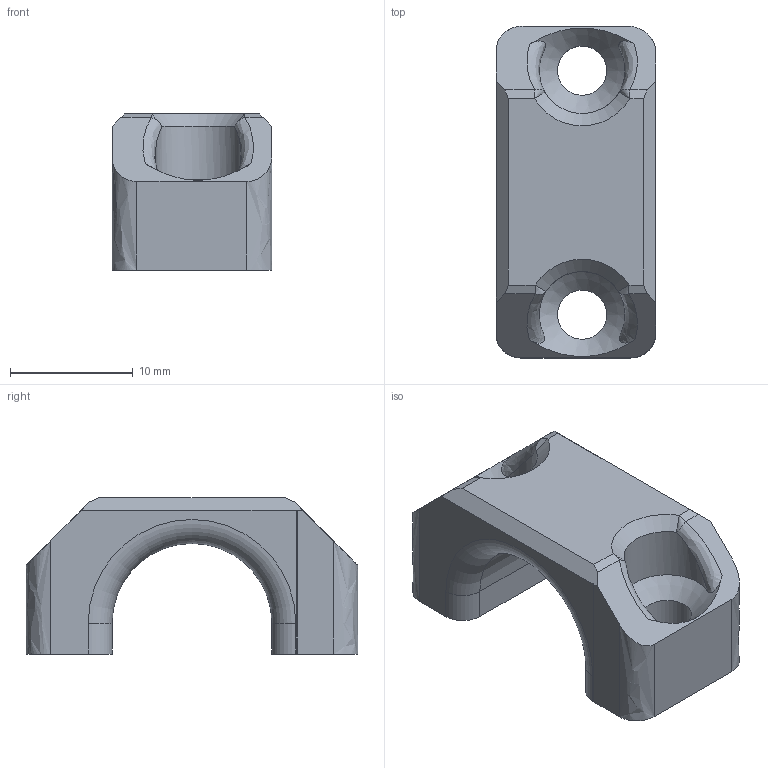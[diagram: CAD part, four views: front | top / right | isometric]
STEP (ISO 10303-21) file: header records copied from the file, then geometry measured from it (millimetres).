
FILE_DESCRIPTION(/* description */ ('STEP AP242','CAx-IF Rec.Pracs.---Representation and Presentation of Product Manufacturing Information (PMI)---4.0---2014-10-13','CAx-IF Rec.Pracs.---3D Tessellated Geometry---0.4---2014-09-14','2;1'),/* implementation_level */ '2;1');
FILE_NAME(/* name */ '683d0e390496457e60591049',/* time_stamp */ '2025-06-02T02:36:41Z',/* author */ (''),/* organization */ (''),/* preprocessor_version */ 'ST-DEVELOPER v20',/* originating_system */ 'ONSHAPE BY PTC INC, 1.198',/* authorisation */ ' ');
FILE_SCHEMA (('AP242_MANAGED_MODEL_BASED_3D_ENGINEERING_MIM_LF { 1 0 10303 442 1 1 4 }'));
Length unit declared in the file: metre
Products named in the file (2): Cap
Assembly tree (1 placements, depth 2):
  Cap
    Cap
Bounding box: 13 x 27 x 12.71 mm (x, y, z)
Volume: 2163.1 mm3; surface area: 1660.9 mm2
Topology: 1 solids, 1 shells, 50 faces, 132 edges, 80 vertices
Faces by surface type: plane 21, bspline 12, cylinder 11, cone 4, torus 2
Full cylindrical faces by diameter (mm): 4 x2, 5.3 x2
Entity records: 1628 total; most frequent: CARTESIAN_POINT 479, ORIENTED_EDGE 236, DIRECTION 210, EDGE_CURVE 118, VERTEX_POINT 76, AXIS2_PLACEMENT_3D 76, EDGE_LOOP 60, FACE_BOUND 60
